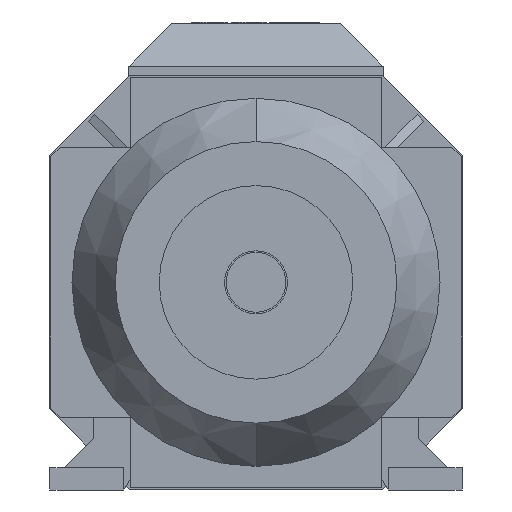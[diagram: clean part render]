
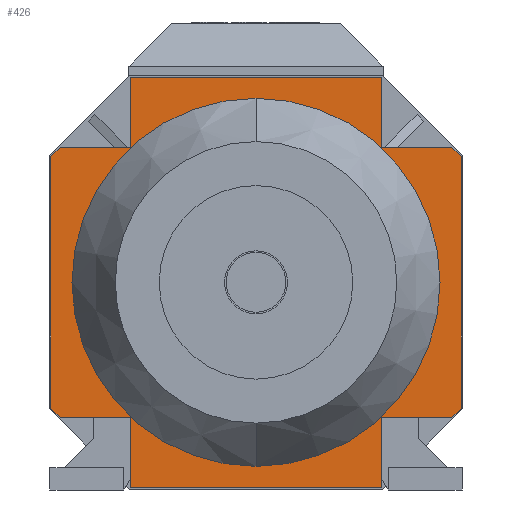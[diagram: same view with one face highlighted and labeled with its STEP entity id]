
A CAD part, front view. The second image highlights one B-rep face of the part: STEP entity #426.
In plain terms, the highlighted planar face has unit normal (0, -1, 0).
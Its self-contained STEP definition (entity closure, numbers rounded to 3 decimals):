
#88=FACE_BOUND('',#1092,.T.);
#89=FACE_BOUND('',#1093,.T.);
#156=PLANE('',#6053);
#426=ADVANCED_FACE('',(#88,#89),#156,.T.);
#1092=EDGE_LOOP('',(#1694,#1695,#1696,#1697,#1698,#1699,#1700,#1701,#1702,
#1703,#1704,#1705,#1706,#1707,#1708,#1709));
#1093=EDGE_LOOP('',(#1710,#1711));
#1422=CIRCLE('',#6011,117.);
#1437=CIRCLE('',#6052,117.);
#1694=ORIENTED_EDGE('',*,*,#3833,.T.);
#1695=ORIENTED_EDGE('',*,*,#3829,.F.);
#1696=ORIENTED_EDGE('',*,*,#3825,.T.);
#1697=ORIENTED_EDGE('',*,*,#3822,.T.);
#1698=ORIENTED_EDGE('',*,*,#3817,.F.);
#1699=ORIENTED_EDGE('',*,*,#3814,.F.);
#1700=ORIENTED_EDGE('',*,*,#3812,.F.);
#1701=ORIENTED_EDGE('',*,*,#3810,.T.);
#1702=ORIENTED_EDGE('',*,*,#3863,.T.);
#1703=ORIENTED_EDGE('',*,*,#3867,.F.);
#1704=ORIENTED_EDGE('',*,*,#3853,.T.);
#1705=ORIENTED_EDGE('',*,*,#3848,.T.);
#1706=ORIENTED_EDGE('',*,*,#3847,.F.);
#1707=ORIENTED_EDGE('',*,*,#3844,.F.);
#1708=ORIENTED_EDGE('',*,*,#3842,.F.);
#1709=ORIENTED_EDGE('',*,*,#3840,.T.);
#1710=ORIENTED_EDGE('',*,*,#3868,.T.);
#1711=ORIENTED_EDGE('',*,*,#3764,.T.);
#3209=VERTEX_POINT('',#7989);
#3211=VERTEX_POINT('',#7993);
#3252=VERTEX_POINT('',#8090);
#3253=VERTEX_POINT('',#8092);
#3254=VERTEX_POINT('',#8096);
#3255=VERTEX_POINT('',#8100);
#3256=VERTEX_POINT('',#8104);
#3261=VERTEX_POINT('',#8116);
#3263=VERTEX_POINT('',#8122);
#3265=VERTEX_POINT('',#8129);
#3268=VERTEX_POINT('',#8137);
#3273=VERTEX_POINT('',#8150);
#3274=VERTEX_POINT('',#8154);
#3275=VERTEX_POINT('',#8158);
#3276=VERTEX_POINT('',#8162);
#3277=VERTEX_POINT('',#8166);
#3281=VERTEX_POINT('',#8176);
#3287=VERTEX_POINT('',#8193);
#3764=EDGE_CURVE('',#3209,#3211,#1422,.T.);
#3810=EDGE_CURVE('',#3253,#3252,#4625,.T.);
#3812=EDGE_CURVE('',#3253,#3254,#4627,.T.);
#3814=EDGE_CURVE('',#3254,#3255,#4629,.T.);
#3817=EDGE_CURVE('',#3255,#3256,#4632,.T.);
#3822=EDGE_CURVE('',#3261,#3256,#4637,.T.);
#3825=EDGE_CURVE('',#3263,#3261,#4640,.T.);
#3829=EDGE_CURVE('',#3263,#3265,#4644,.T.);
#3833=EDGE_CURVE('',#3268,#3265,#4648,.T.);
#3840=EDGE_CURVE('',#3273,#3268,#4655,.T.);
#3842=EDGE_CURVE('',#3273,#3274,#4657,.T.);
#3844=EDGE_CURVE('',#3274,#3275,#4659,.T.);
#3847=EDGE_CURVE('',#3275,#3276,#4662,.T.);
#3848=EDGE_CURVE('',#3277,#3276,#4663,.T.);
#3853=EDGE_CURVE('',#3281,#3277,#4668,.T.);
#3863=EDGE_CURVE('',#3252,#3287,#4676,.T.);
#3867=EDGE_CURVE('',#3281,#3287,#4678,.T.);
#3868=EDGE_CURVE('',#3211,#3209,#1437,.T.);
#4625=LINE('',#8091,#5333);
#4627=LINE('',#8095,#5335);
#4629=LINE('',#8099,#5337);
#4632=LINE('',#8105,#5340);
#4637=LINE('',#8115,#5345);
#4640=LINE('',#8121,#5348);
#4644=LINE('',#8128,#5352);
#4648=LINE('',#8136,#5356);
#4655=LINE('',#8149,#5363);
#4657=LINE('',#8153,#5365);
#4659=LINE('',#8157,#5367);
#4662=LINE('',#8163,#5370);
#4663=LINE('',#8165,#5371);
#4668=LINE('',#8175,#5376);
#4676=LINE('',#8194,#5384);
#4678=LINE('',#8199,#5386);
#5333=VECTOR('',#6528,1.);
#5335=VECTOR('',#6532,1.);
#5337=VECTOR('',#6536,1.);
#5340=VECTOR('',#6541,1.);
#5345=VECTOR('',#6548,1.);
#5348=VECTOR('',#6553,1.);
#5352=VECTOR('',#6559,1.);
#5356=VECTOR('',#6565,1.);
#5363=VECTOR('',#6574,1.);
#5365=VECTOR('',#6578,1.);
#5367=VECTOR('',#6582,1.);
#5370=VECTOR('',#6587,1.);
#5371=VECTOR('',#6590,1.);
#5376=VECTOR('',#6597,1.);
#5384=VECTOR('',#6613,1.);
#5386=VECTOR('',#6621,1.);
#6011=AXIS2_PLACEMENT_3D('',#7994,#6451,#6452);
#6052=AXIS2_PLACEMENT_3D('',#8200,#6622,#6623);
#6053=AXIS2_PLACEMENT_3D('',#8201,#6624,#6625);
#6451=DIRECTION('',(0.,1.,0.));
#6452=DIRECTION('',(-1.,0.,0.));
#6528=DIRECTION('',(-1.,0.,0.));
#6532=DIRECTION('',(0.707,0.,-0.707));
#6536=DIRECTION('',(0.,0.,-1.));
#6541=DIRECTION('',(-0.707,0.,-0.707));
#6548=DIRECTION('',(1.,0.,0.));
#6553=DIRECTION('',(0.,0.,1.));
#6559=DIRECTION('',(-1.,0.,0.));
#6565=DIRECTION('',(0.,0.,-1.));
#6574=DIRECTION('',(1.,0.,0.));
#6578=DIRECTION('',(-0.707,0.,0.707));
#6582=DIRECTION('',(0.,0.,1.));
#6587=DIRECTION('',(0.707,0.,0.707));
#6590=DIRECTION('',(-1.,0.,0.));
#6597=DIRECTION('',(0.,0.,-1.));
#6613=DIRECTION('',(0.,0.,1.));
#6621=DIRECTION('',(1.,0.,0.));
#6622=DIRECTION('',(0.,1.,0.));
#6623=DIRECTION('',(-1.,0.,0.));
#6624=DIRECTION('',(0.,-1.,0.));
#6625=DIRECTION('',(0.,0.,1.));
#7989=CARTESIAN_POINT('',(-117.,-218.,0.));
#7993=CARTESIAN_POINT('',(117.,-218.,0.));
#7994=CARTESIAN_POINT('',(0.,-218.,0.));
#8090=CARTESIAN_POINT('',(80.,-218.,86.));
#8091=CARTESIAN_POINT('',(124.5,-218.,86.));
#8092=CARTESIAN_POINT('',(124.5,-218.,86.));
#8095=CARTESIAN_POINT('',(124.5,-218.,86.));
#8096=CARTESIAN_POINT('',(130.5,-218.,80.));
#8099=CARTESIAN_POINT('',(130.5,-218.,80.));
#8100=CARTESIAN_POINT('',(130.5,-218.,-80.));
#8104=CARTESIAN_POINT('',(124.5,-218.,-86.));
#8105=CARTESIAN_POINT('',(130.5,-218.,-80.));
#8115=CARTESIAN_POINT('',(80.,-218.,-86.));
#8116=CARTESIAN_POINT('',(80.,-218.,-86.));
#8121=CARTESIAN_POINT('',(80.,-218.,-130.5));
#8122=CARTESIAN_POINT('',(80.,-218.,-130.5));
#8128=CARTESIAN_POINT('',(80.,-218.,-130.5));
#8129=CARTESIAN_POINT('',(-80.,-218.,-130.5));
#8136=CARTESIAN_POINT('',(-80.,-218.,-86.));
#8137=CARTESIAN_POINT('',(-80.,-218.,-86.));
#8149=CARTESIAN_POINT('',(-124.5,-218.,-86.));
#8150=CARTESIAN_POINT('',(-124.5,-218.,-86.));
#8153=CARTESIAN_POINT('',(-124.5,-218.,-86.));
#8154=CARTESIAN_POINT('',(-130.5,-218.,-80.));
#8157=CARTESIAN_POINT('',(-130.5,-218.,-80.));
#8158=CARTESIAN_POINT('',(-130.5,-218.,80.));
#8162=CARTESIAN_POINT('',(-124.5,-218.,86.));
#8163=CARTESIAN_POINT('',(-130.5,-218.,80.));
#8165=CARTESIAN_POINT('',(-80.,-218.,86.));
#8166=CARTESIAN_POINT('',(-80.,-218.,86.));
#8175=CARTESIAN_POINT('',(-80.,-218.,130.5));
#8176=CARTESIAN_POINT('',(-80.,-218.,130.5));
#8193=CARTESIAN_POINT('',(80.,-218.,130.5));
#8194=CARTESIAN_POINT('',(80.,-218.,86.));
#8199=CARTESIAN_POINT('',(-80.,-218.,130.5));
#8200=CARTESIAN_POINT('',(0.,-218.,0.));
#8201=CARTESIAN_POINT('',(0.,-218.,0.));
